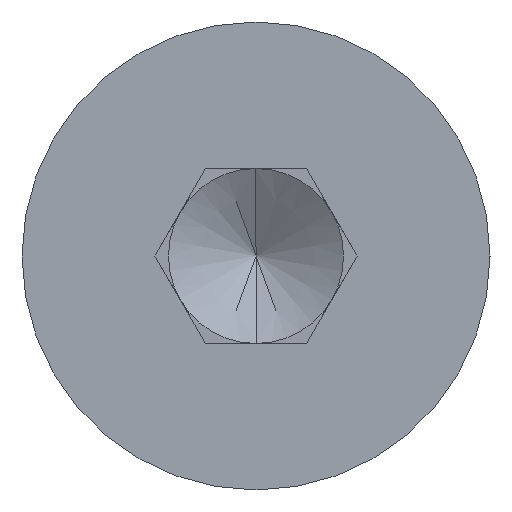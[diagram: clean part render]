
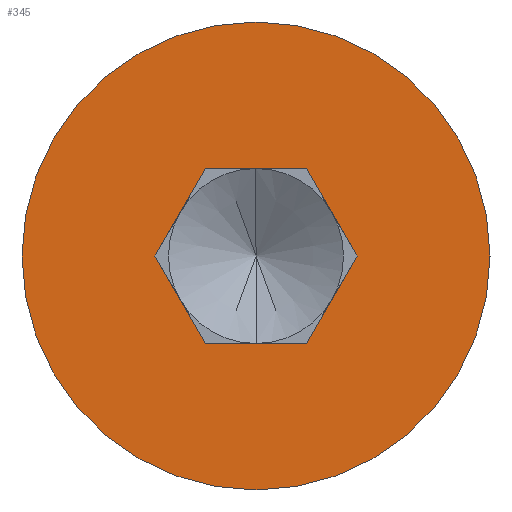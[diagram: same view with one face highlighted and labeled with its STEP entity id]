
A CAD part, left-side view. The second image highlights one B-rep face of the part: STEP entity #345.
In plain terms, the highlighted planar face has unit normal (-1, 0, 0).
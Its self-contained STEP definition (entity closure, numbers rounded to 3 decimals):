
#3 = FACE_BOUND ( 'NONE', #402, .T. ) ;
#23 = VERTEX_POINT ( 'NONE', #674 ) ;
#29 = DIRECTION ( 'NONE',  ( 0., 0.5, -0.866 ) ) ;
#30 = VERTEX_POINT ( 'NONE', #343 ) ;
#53 = CARTESIAN_POINT ( 'NONE',  ( 0., 0., 0. ) ) ;
#54 = VERTEX_POINT ( 'NONE', #508 ) ;
#57 = VECTOR ( 'NONE', #184, 1000. ) ;
#85 = CARTESIAN_POINT ( 'NONE',  ( 0., -0.577, 1. ) ) ;
#92 = CARTESIAN_POINT ( 'NONE',  ( 0., -1.155, 0. ) ) ;
#102 = EDGE_CURVE ( 'NONE', #30, #200, #579, .T. ) ;
#109 = FACE_OUTER_BOUND ( 'NONE', #547, .T. ) ;
#122 = EDGE_CURVE ( 'NONE', #321, #312, #236, .T. ) ;
#130 = ORIENTED_EDGE ( 'NONE', *, *, #190, .T. ) ;
#146 = VECTOR ( 'NONE', #586, 1000. ) ;
#152 = EDGE_CURVE ( 'NONE', #182, #321, #350, .T. ) ;
#182 = VERTEX_POINT ( 'NONE', #684 ) ;
#184 = DIRECTION ( 'NONE',  ( 0., 1., 0. ) ) ;
#190 = EDGE_CURVE ( 'NONE', #312, #23, #412, .T. ) ;
#193 = DIRECTION ( 'NONE',  ( -1., 0., 0. ) ) ;
#200 = VERTEX_POINT ( 'NONE', #239 ) ;
#217 = EDGE_CURVE ( 'NONE', #200, #30, #349, .T. ) ;
#218 = PLANE ( 'NONE',  #339 ) ;
#222 = ORIENTED_EDGE ( 'NONE', *, *, #225, .T. ) ;
#225 = EDGE_CURVE ( 'NONE', #703, #182, #584, .T. ) ;
#236 = LINE ( 'NONE', #92, #269 ) ;
#239 = CARTESIAN_POINT ( 'NONE',  ( 0., 0., -2.675 ) ) ;
#266 = DIRECTION ( 'NONE',  ( -1., 0., 0. ) ) ;
#269 = VECTOR ( 'NONE', #29, 1000. ) ;
#289 = ORIENTED_EDGE ( 'NONE', *, *, #122, .T. ) ;
#295 = DIRECTION ( 'NONE',  ( 0., -0.5, -0.866 ) ) ;
#299 = AXIS2_PLACEMENT_3D ( 'NONE', #361, #193, #628 ) ;
#300 = ORIENTED_EDGE ( 'NONE', *, *, #152, .T. ) ;
#312 = VERTEX_POINT ( 'NONE', #384 ) ;
#319 = LINE ( 'NONE', #441, #522 ) ;
#321 = VERTEX_POINT ( 'NONE', #535 ) ;
#327 = VECTOR ( 'NONE', #295, 1000. ) ;
#339 = AXIS2_PLACEMENT_3D ( 'NONE', #53, #266, #658 ) ;
#342 = EDGE_CURVE ( 'NONE', #54, #703, #319, .T. ) ;
#343 = CARTESIAN_POINT ( 'NONE',  ( 0., 0., 2.675 ) ) ;
#345 = ADVANCED_FACE ( 'NONE', ( #109, #3 ), #218, .T. ) ;
#349 = CIRCLE ( 'NONE', #299, 2.675 ) ;
#350 = LINE ( 'NONE', #85, #327 ) ;
#355 = CARTESIAN_POINT ( 'NONE',  ( 0., 0., 0. ) ) ;
#358 = DIRECTION ( 'NONE',  ( 0., 0., 1. ) ) ;
#361 = CARTESIAN_POINT ( 'NONE',  ( 0., 0., 0. ) ) ;
#366 = CARTESIAN_POINT ( 'NONE',  ( 0., 0.577, -1. ) ) ;
#384 = CARTESIAN_POINT ( 'NONE',  ( 0., -0.577, -1. ) ) ;
#402 = EDGE_LOOP ( 'NONE', ( #300, #289, #130, #532, #659, #222 ) ) ;
#410 = ORIENTED_EDGE ( 'NONE', *, *, #102, .T. ) ;
#412 = LINE ( 'NONE', #519, #57 ) ;
#415 = CARTESIAN_POINT ( 'NONE',  ( 0., 0.577, 1. ) ) ;
#441 = CARTESIAN_POINT ( 'NONE',  ( 0., 1.155, 0. ) ) ;
#455 = AXIS2_PLACEMENT_3D ( 'NONE', #355, #531, #358 ) ;
#475 = LINE ( 'NONE', #366, #146 ) ;
#490 = ORIENTED_EDGE ( 'NONE', *, *, #217, .T. ) ;
#508 = CARTESIAN_POINT ( 'NONE',  ( 0., 1.155, 0. ) ) ;
#519 = CARTESIAN_POINT ( 'NONE',  ( 0., -0.577, -1. ) ) ;
#522 = VECTOR ( 'NONE', #543, 1000. ) ;
#531 = DIRECTION ( 'NONE',  ( -1., 0., 0. ) ) ;
#532 = ORIENTED_EDGE ( 'NONE', *, *, #608, .T. ) ;
#535 = CARTESIAN_POINT ( 'NONE',  ( 0., -1.155, 0. ) ) ;
#543 = DIRECTION ( 'NONE',  ( 0., -0.5, 0.866 ) ) ;
#547 = EDGE_LOOP ( 'NONE', ( #410, #490 ) ) ;
#579 = CIRCLE ( 'NONE', #455, 2.675 ) ;
#581 = DIRECTION ( 'NONE',  ( 0., -1., 0. ) ) ;
#584 = LINE ( 'NONE', #415, #707 ) ;
#586 = DIRECTION ( 'NONE',  ( 0., 0.5, 0.866 ) ) ;
#608 = EDGE_CURVE ( 'NONE', #23, #54, #475, .T. ) ;
#628 = DIRECTION ( 'NONE',  ( 0., 0., 1. ) ) ;
#652 = CARTESIAN_POINT ( 'NONE',  ( 0., 0.577, 1. ) ) ;
#658 = DIRECTION ( 'NONE',  ( 0., 0., 1. ) ) ;
#659 = ORIENTED_EDGE ( 'NONE', *, *, #342, .T. ) ;
#674 = CARTESIAN_POINT ( 'NONE',  ( 0., 0.577, -1. ) ) ;
#684 = CARTESIAN_POINT ( 'NONE',  ( 0., -0.577, 1. ) ) ;
#703 = VERTEX_POINT ( 'NONE', #652 ) ;
#707 = VECTOR ( 'NONE', #581, 1000. ) ;
